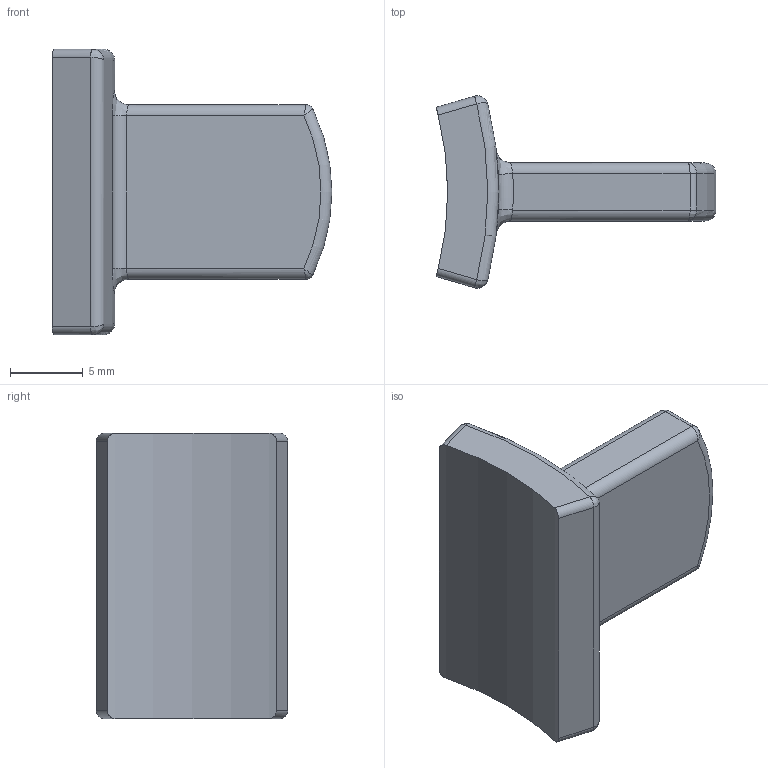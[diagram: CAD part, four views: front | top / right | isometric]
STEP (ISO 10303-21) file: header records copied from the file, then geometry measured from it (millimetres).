
FILE_DESCRIPTION(/* description */ (''),/* implementation_level */ '2;1');
FILE_NAME(/* name */ 'Wing.stp',/* time_stamp */ '2024-09-22T09:42:26-05:00',/* author */ (''),/* organization */ (''),/* preprocessor_version */ 'ST-DEVELOPER v20',/* originating_system */ 'Autodesk Translation Framework v13.20.0.188',/* authorisation */ '');
FILE_SCHEMA (('AUTOMOTIVE_DESIGN { 1 0 10303 214 3 1 1 }'));
Length unit declared in the file: millimetre
Products named in the file (1): Wing
Bounding box: 19.22 x 13.19 x 19.6 mm (x, y, z)
Volume: 1555.8 mm3; surface area: 1121.6 mm2
Topology: 1 solids, 1 shells, 47 faces, 108 edges, 56 vertices
Faces by surface type: cylinder 17, bspline 16, plane 8, torus 6
Entity records: 1878 total; most frequent: CARTESIAN_POINT 910, ORIENTED_EDGE 200, DIRECTION 178, EDGE_CURVE 100, AXIS2_PLACEMENT_3D 74, VERTEX_POINT 56, EDGE_LOOP 48, FACE_OUTER_BOUND 47
